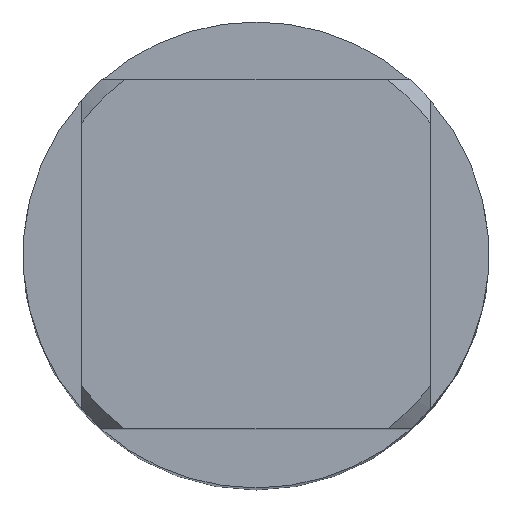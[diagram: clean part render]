
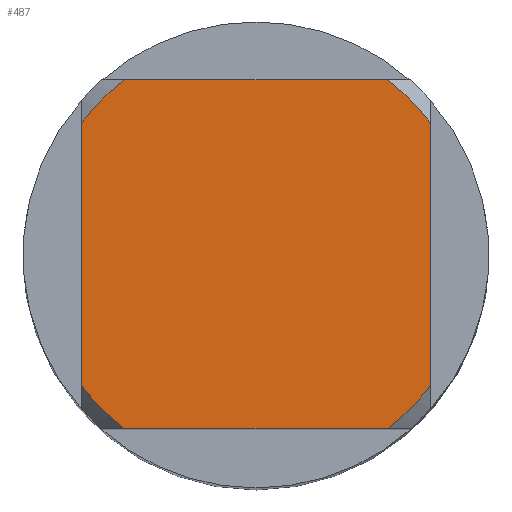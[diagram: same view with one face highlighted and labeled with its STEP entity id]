
A CAD part, top view. The second image highlights one B-rep face of the part: STEP entity #487.
In plain terms, the highlighted planar face has unit normal (0, 0, 1).
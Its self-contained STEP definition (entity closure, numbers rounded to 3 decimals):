
#209=VERTEX_POINT('',#557);
#217=EDGE_CURVE('',#331,#289,#565,.T.);
#229=EDGE_CURVE('',#299,#253,#578,.T.);
#253=VERTEX_POINT('',#605);
#289=VERTEX_POINT('',#643);
#297=EDGE_CURVE('',#331,#253,#654,.T.);
#299=VERTEX_POINT('',#656);
#301=EDGE_CURVE('',#421,#209,#658,.T.);
#323=EDGE_CURVE('',#421,#377,#683,.T.);
#331=VERTEX_POINT('',#691);
#377=VERTEX_POINT('',#740);
#421=VERTEX_POINT('',#787);
#471=VERTEX_POINT('',#842);
#475=EDGE_CURVE('',#471,#289,#846,.T.);
#485=EDGE_CURVE('',#471,#377,#857,.T.);
#487=ADVANCED_FACE('',(#859),#860,.T.);
#517=EDGE_CURVE('',#299,#209,#892,.T.);
#557=CARTESIAN_POINT('',(-12.0,-9.0,0.0));
#565=CIRCLE('',#968,15.0);
#578=CIRCLE('',#1007,15.0);
#605=CARTESIAN_POINT('',(-9.0,12.0,0.0));
#643=CARTESIAN_POINT('',(12.0,9.0,0.0));
#654=LINE('',#1239,#1240);
#656=CARTESIAN_POINT('',(-12.0,9.0,0.0));
#658=CIRCLE('',#1245,15.0);
#683=LINE('',#1276,#1277);
#691=CARTESIAN_POINT('',(9.0,12.0,0.0));
#740=CARTESIAN_POINT('',(9.0,-12.0,0.0));
#787=CARTESIAN_POINT('',(-9.0,-12.0,0.0));
#842=CARTESIAN_POINT('',(12.0,-9.0,0.0));
#846=LINE('',#1698,#1699);
#857=CIRCLE('',#1714,15.0);
#859=FACE_OUTER_BOUND('',#1716,.T.);
#860=PLANE('',#1717);
#892=LINE('',#1823,#1824);
#968=AXIS2_PLACEMENT_3D('',#1855,#1856,#1857);
#1007=AXIS2_PLACEMENT_3D('',#1869,#1870,#1871);
#1239=CARTESIAN_POINT('',(0.0,12.0,0.0));
#1240=VECTOR('',#1980,1.0);
#1245=AXIS2_PLACEMENT_3D('',#1981,#1982,#1983);
#1276=CARTESIAN_POINT('',(0.0,-12.0,0.0));
#1277=VECTOR('',#2014,1.0);
#1698=CARTESIAN_POINT('',(12.0,3.75,0.0));
#1699=VECTOR('',#2156,1.0);
#1714=AXIS2_PLACEMENT_3D('',#2170,#2171,#2172);
#1716=EDGE_LOOP('',(#2174,#2175,#2176,#2177,#2178,#2179,#2180,#2181));
#1717=AXIS2_PLACEMENT_3D('',#2182,#2183,#2184);
#1823=CARTESIAN_POINT('',(-12.0,3.75,0.0));
#1824=VECTOR('',#2208,1.0);
#1855=CARTESIAN_POINT('',(0.0,0.0,0.0));
#1856=DIRECTION('',(0.0,0.0,-1.0));
#1857=DIRECTION('',(0.0,1.0,0.0));
#1869=CARTESIAN_POINT('',(0.0,0.0,0.0));
#1870=DIRECTION('',(0.0,0.0,-1.0));
#1871=DIRECTION('',(0.0,1.0,0.0));
#1980=DIRECTION('',(-1.0,0.0,0.0));
#1981=CARTESIAN_POINT('',(0.0,0.0,0.0));
#1982=DIRECTION('',(0.0,0.0,-1.0));
#1983=DIRECTION('',(0.0,1.0,0.0));
#2014=DIRECTION('',(1.0,0.0,0.0));
#2156=DIRECTION('',(-0.0,1.0,0.0));
#2170=CARTESIAN_POINT('',(0.0,0.0,0.0));
#2171=DIRECTION('',(0.0,0.0,-1.0));
#2172=DIRECTION('',(0.0,1.0,0.0));
#2174=ORIENTED_EDGE('',*,*,#517,.T.);
#2175=ORIENTED_EDGE('',*,*,#301,.F.);
#2176=ORIENTED_EDGE('',*,*,#323,.T.);
#2177=ORIENTED_EDGE('',*,*,#485,.F.);
#2178=ORIENTED_EDGE('',*,*,#475,.T.);
#2179=ORIENTED_EDGE('',*,*,#217,.F.);
#2180=ORIENTED_EDGE('',*,*,#297,.T.);
#2181=ORIENTED_EDGE('',*,*,#229,.F.);
#2182=CARTESIAN_POINT('',(0.0,7.5,0.0));
#2183=DIRECTION('',(-0.0,0.0,1.0));
#2184=DIRECTION('',(0.0,-1.0,0.0));
#2208=DIRECTION('',(-0.0,-1.0,0.0));
